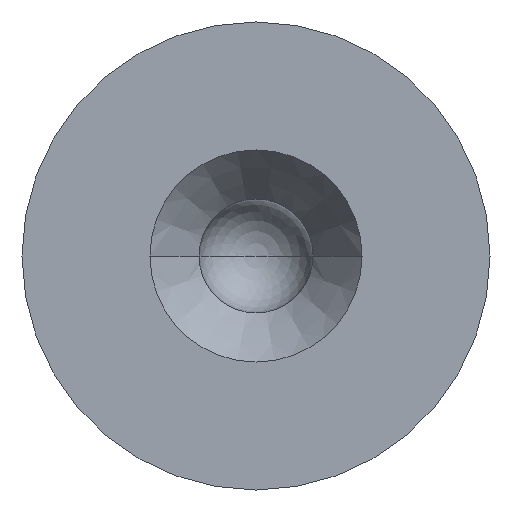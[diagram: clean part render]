
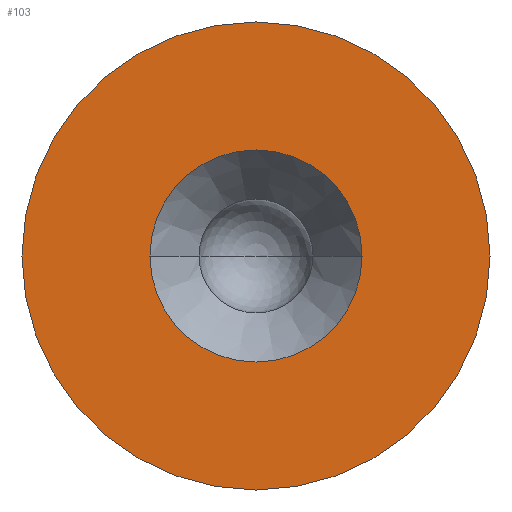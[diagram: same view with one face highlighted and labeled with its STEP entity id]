
A CAD part, left-side view. The second image highlights one B-rep face of the part: STEP entity #103.
In plain terms, the highlighted planar face has unit normal (-1, 0, 0).
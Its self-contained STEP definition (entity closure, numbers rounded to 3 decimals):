
#46=FACE_BOUND('',#170,.T.);
#47=FACE_BOUND('',#171,.T.);
#103=ADVANCED_FACE('',(#46,#47),#130,.F.);
#130=PLANE('',#505);
#170=EDGE_LOOP('',(#226,#227));
#171=EDGE_LOOP('',(#228,#229));
#226=ORIENTED_EDGE('',*,*,#380,.F.);
#227=ORIENTED_EDGE('',*,*,#382,.F.);
#228=ORIENTED_EDGE('',*,*,#383,.F.);
#229=ORIENTED_EDGE('',*,*,#384,.T.);
#337=VERTEX_POINT('',#779);
#338=VERTEX_POINT('',#781);
#339=VERTEX_POINT('',#787);
#340=VERTEX_POINT('',#788);
#380=EDGE_CURVE('',#337,#338,#441,.T.);
#382=EDGE_CURVE('',#338,#337,#442,.T.);
#383=EDGE_CURVE('',#339,#340,#443,.T.);
#384=EDGE_CURVE('',#339,#340,#444,.T.);
#441=CIRCLE('',#499,1.303);
#442=CIRCLE('',#501,1.303);
#443=CIRCLE('',#503,2.875);
#444=CIRCLE('',#504,2.875);
#499=AXIS2_PLACEMENT_3D('',#780,#602,#603);
#501=AXIS2_PLACEMENT_3D('',#784,#607,#608);
#503=AXIS2_PLACEMENT_3D('',#786,#611,#612);
#504=AXIS2_PLACEMENT_3D('',#789,#613,#614);
#505=AXIS2_PLACEMENT_3D('',#790,#615,#616);
#602=DIRECTION('',(-1.,0.,0.));
#603=DIRECTION('',(0.,-1.,0.));
#607=DIRECTION('',(-1.,0.,0.));
#608=DIRECTION('',(0.,1.,0.));
#611=DIRECTION('',(1.,0.,0.));
#612=DIRECTION('',(0.,1.,0.));
#613=DIRECTION('',(-1.,0.,0.));
#614=DIRECTION('',(0.,1.,0.));
#615=DIRECTION('',(1.,0.,0.));
#616=DIRECTION('',(0.,-1.,0.));
#779=CARTESIAN_POINT('',(-6.5,-1.303,0.));
#780=CARTESIAN_POINT('',(-6.5,0.,0.));
#781=CARTESIAN_POINT('',(-6.5,1.303,0.));
#784=CARTESIAN_POINT('',(-6.5,0.,0.));
#786=CARTESIAN_POINT('',(-6.5,0.,0.));
#787=CARTESIAN_POINT('',(-6.5,2.875,0.));
#788=CARTESIAN_POINT('',(-6.5,-2.875,0.));
#789=CARTESIAN_POINT('',(-6.5,0.,0.));
#790=CARTESIAN_POINT('',(-6.5,0.,0.));
